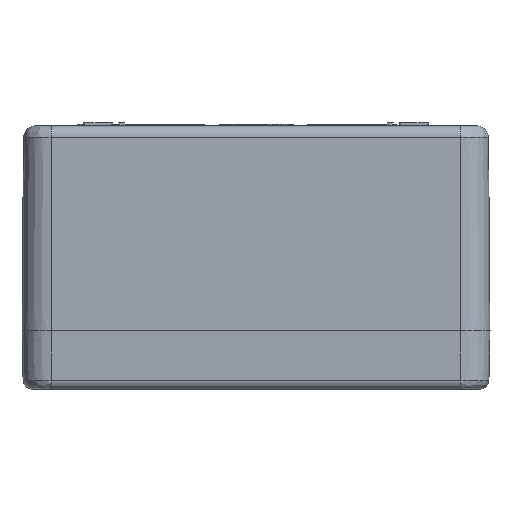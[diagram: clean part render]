
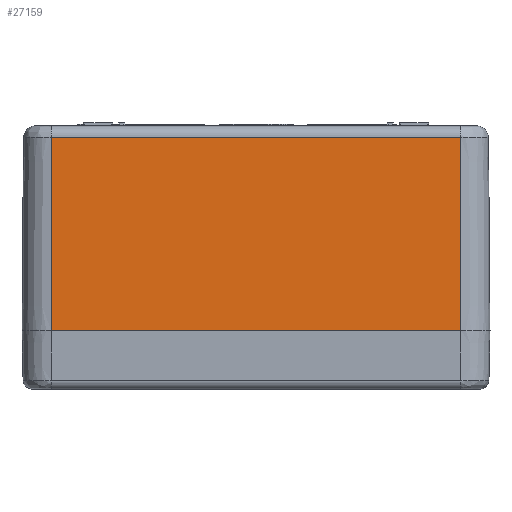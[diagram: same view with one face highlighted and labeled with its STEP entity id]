
A CAD part, left-side view. The second image highlights one B-rep face of the part: STEP entity #27159.
In plain terms, the highlighted planar face has unit normal (-1, 0, 0.007).
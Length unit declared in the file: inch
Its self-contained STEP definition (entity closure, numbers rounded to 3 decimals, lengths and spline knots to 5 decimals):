
#2805 = EDGE_CURVE ( 'NONE', #21531, #12322, #3416, .T. ) ;
#3416 = LINE ( 'NONE', #34951, #29179 ) ;
#5333 = ORIENTED_EDGE ( 'NONE', *, *, #17208, .T. ) ;
#5544 = CARTESIAN_POINT ( 'NONE',  ( -3.1496, 2.7559, -2.7559 ) ) ;
#7415 = EDGE_LOOP ( 'NONE', ( #40780, #27775, #36766, #5333 ) ) ;
#9481 = DIRECTION ( 'NONE',  ( 0., -1., 0. ) ) ;
#12322 = VERTEX_POINT ( 'NONE', #21460 ) ;
#13897 = LINE ( 'NONE', #5544, #29361 ) ;
#17208 = EDGE_CURVE ( 'NONE', #21531, #28105, #13897, .T. ) ;
#17304 = EDGE_CURVE ( 'NONE', #28105, #21642, #28831, .T. ) ;
#17550 = CARTESIAN_POINT ( 'NONE',  ( -3.1496, 2.7559, -2.7559 ) ) ;
#18923 = CARTESIAN_POINT ( 'NONE',  ( -3.1496, -2.7559, -2.7559 ) ) ;
#19229 = AXIS2_PLACEMENT_3D ( 'NONE', #27657, #34185, #27507 ) ;
#21392 = CARTESIAN_POINT ( 'NONE',  ( -3.1496, -2.7559, -2.7559 ) ) ;
#21460 = CARTESIAN_POINT ( 'NONE',  ( -3.13009, -2.7559, -0.15622 ) ) ;
#21531 = VERTEX_POINT ( 'NONE', #30619 ) ;
#21642 = VERTEX_POINT ( 'NONE', #18923 ) ;
#24649 = FACE_OUTER_BOUND ( 'NONE', #7415, .T. ) ;
#24694 = EDGE_CURVE ( 'NONE', #12322, #21642, #35067, .T. ) ;
#25028 = CARTESIAN_POINT ( 'NONE',  ( -3.1496, -2.7559, -2.7559 ) ) ;
#27159 = ADVANCED_FACE ( 'NONE', ( #24649 ), #27796, .T. ) ;
#27361 = DIRECTION ( 'NONE',  ( -0.008, 0., -1. ) ) ;
#27507 = DIRECTION ( 'NONE',  ( 0.008, 0., 1. ) ) ;
#27657 = CARTESIAN_POINT ( 'NONE',  ( -3.1496, -2.7559, -2.7559 ) ) ;
#27775 = ORIENTED_EDGE ( 'NONE', *, *, #24694, .F. ) ;
#27785 = DIRECTION ( 'NONE',  ( -0.008, 0., -1. ) ) ;
#27796 = PLANE ( 'NONE',  #19229 ) ;
#28105 = VERTEX_POINT ( 'NONE', #17550 ) ;
#28831 = LINE ( 'NONE', #21392, #30345 ) ;
#29179 = VECTOR ( 'NONE', #31937, 39.37008 ) ;
#29361 = VECTOR ( 'NONE', #27361, 39.37008 ) ;
#30345 = VECTOR ( 'NONE', #9481, 39.37008 ) ;
#30619 = CARTESIAN_POINT ( 'NONE',  ( -3.13009, 2.7559, -0.15622 ) ) ;
#31937 = DIRECTION ( 'NONE',  ( 0., -1., 0. ) ) ;
#34185 = DIRECTION ( 'NONE',  ( -1., 0., 0.008 ) ) ;
#34951 = CARTESIAN_POINT ( 'NONE',  ( -3.13009, -1.37795, -0.15622 ) ) ;
#35067 = LINE ( 'NONE', #25028, #40009 ) ;
#36766 = ORIENTED_EDGE ( 'NONE', *, *, #2805, .F. ) ;
#40009 = VECTOR ( 'NONE', #27785, 39.37008 ) ;
#40780 = ORIENTED_EDGE ( 'NONE', *, *, #17304, .T. ) ;
